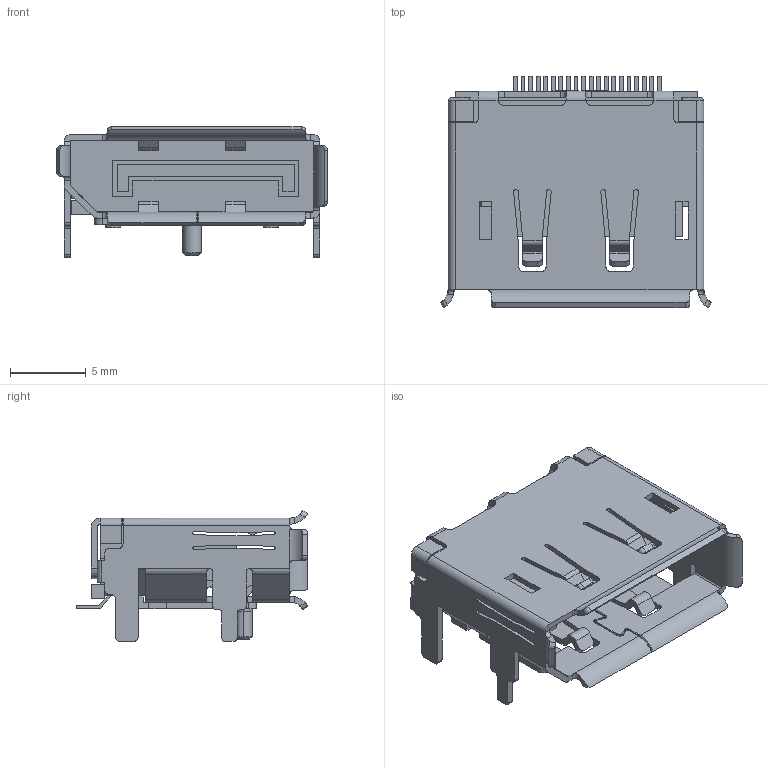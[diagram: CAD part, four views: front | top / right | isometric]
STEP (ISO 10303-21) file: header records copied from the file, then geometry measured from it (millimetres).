
FILE_DESCRIPTION((''),'2;1');
FILE_NAME('DP-SMD_HYC16-DP20-178','2022-10-26T11:29:25',('win'),(''),'CREO PARAMETRIC BY PTC INC, 2020033','CREO PARAMETRIC BY PTC INC, 2020033','');
FILE_SCHEMA(('AUTOMOTIVE_DESIGN { 1 0 10303 214 1 1 1 1 }'));
Length unit declared in the file: millimetre
Products named in the file (1): DP-SMD_HYC16-DP20-178
Bounding box: 17.89 x 15.31 x 8.64 mm (x, y, z)
Volume: 542.4 mm3; surface area: 2104 mm2
Topology: 2 solids, 2 shells, 852 faces, 2468 edges, 1616 vertices
Faces by surface type: plane 487, cylinder 254, extrusion 73, torus 36, cone 2
Entity records: 33829 total; most frequent: CARTESIAN_POINT 6097, ORIENTED_EDGE 4936, DIRECTION 4421, EDGE_CURVE 2468, VECTOR 1821, LINE 1748, VERTEX_POINT 1616, AXIS2_PLACEMENT_3D 1300
